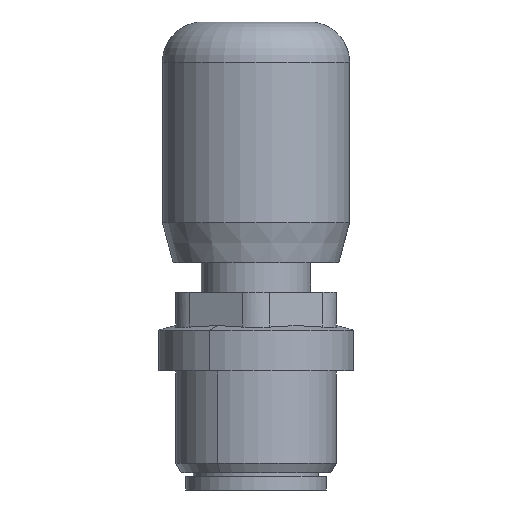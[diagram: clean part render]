
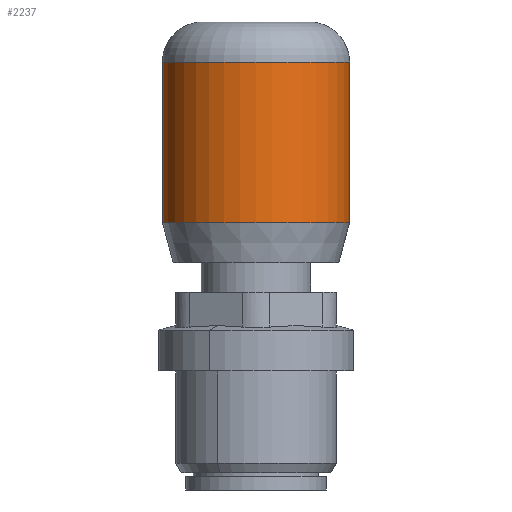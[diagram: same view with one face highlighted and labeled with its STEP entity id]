
A CAD part, front view. The second image highlights one B-rep face of the part: STEP entity #2237.
In plain terms, the highlighted cylindrical face has radius 7 mm (diameter 14 mm), a partial arc.
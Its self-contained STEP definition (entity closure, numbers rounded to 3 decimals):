
#2045=AXIS2_PLACEMENT_3D('Circle Axis2P3D',#2043,#2044,$) ;
#2191=AXIS2_PLACEMENT_3D('Cylinder Axis2P3D',#2188,#2189,#2190) ;
#2228=AXIS2_PLACEMENT_3D('Circle Axis2P3D',#2226,#2227,$) ;
#2040=CARTESIAN_POINT('Vertex',(0.3,7.3,32.)) ;
#2043=CARTESIAN_POINT('Axis2P3D Location',(7.3,7.3,32.)) ;
#2047=CARTESIAN_POINT('Vertex',(14.3,7.3,32.)) ;
#2188=CARTESIAN_POINT('Axis2P3D Location',(7.3,7.3,28.)) ;
#2193=CARTESIAN_POINT('Line Origine',(0.3,7.3,28.)) ;
#2197=CARTESIAN_POINT('Vertex',(0.3,7.3,20.)) ;
#2200=CARTESIAN_POINT('Line Origine',(14.3,7.3,28.)) ;
#2204=CARTESIAN_POINT('Vertex',(14.3,7.3,20.)) ;
#2226=CARTESIAN_POINT('Axis2P3D Location',(7.3,7.3,20.)) ;
#2044=DIRECTION('Axis2P3D Direction',(0.,0.,1.)) ;
#2189=DIRECTION('Axis2P3D Direction',(0.,0.,1.)) ;
#2190=DIRECTION('Axis2P3D XDirection',(1.,0.,0.)) ;
#2194=DIRECTION('Vector Direction',(0.,0.,1.)) ;
#2201=DIRECTION('Vector Direction',(0.,0.,1.)) ;
#2227=DIRECTION('Axis2P3D Direction',(0.,0.,1.)) ;
#2195=VECTOR('Line Direction',#2194,1.) ;
#2202=VECTOR('Line Direction',#2201,1.) ;
#2232=ORIENTED_EDGE('',*,*,#2206,.T.) ;
#2233=ORIENTED_EDGE('',*,*,#2049,.F.) ;
#2234=ORIENTED_EDGE('',*,*,#2199,.F.) ;
#2235=ORIENTED_EDGE('',*,*,#2230,.T.) ;
#2237=ADVANCED_FACE('Hauptk\X2\00F6\X0\rper',(#2236),#2192,.T.) ;
#2046=CIRCLE('generated circle',#2045,7.) ;
#2229=CIRCLE('generated circle',#2228,7.) ;
#2192=CYLINDRICAL_SURFACE('generated cylinder',#2191,7.) ;
#2049=EDGE_CURVE('',#2041,#2048,#2046,.T.) ;
#2199=EDGE_CURVE('',#2198,#2041,#2196,.T.) ;
#2206=EDGE_CURVE('',#2205,#2048,#2203,.T.) ;
#2230=EDGE_CURVE('',#2198,#2205,#2229,.T.) ;
#2231=EDGE_LOOP('',(#2232,#2233,#2234,#2235)) ;
#2236=FACE_OUTER_BOUND('',#2231,.T.) ;
#2196=LINE('Line',#2193,#2195) ;
#2203=LINE('Line',#2200,#2202) ;
#2041=VERTEX_POINT('',#2040) ;
#2048=VERTEX_POINT('',#2047) ;
#2198=VERTEX_POINT('',#2197) ;
#2205=VERTEX_POINT('',#2204) ;
